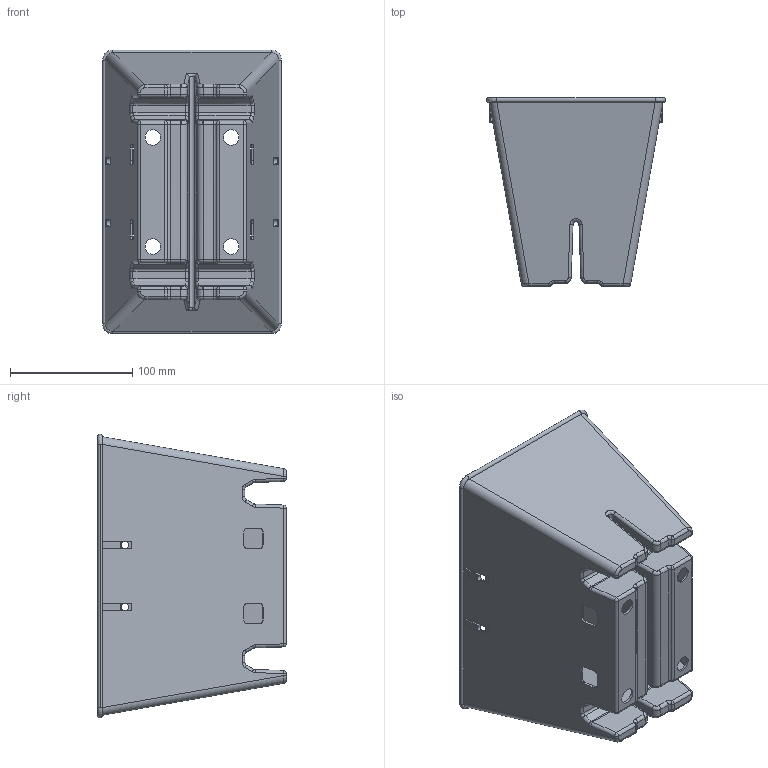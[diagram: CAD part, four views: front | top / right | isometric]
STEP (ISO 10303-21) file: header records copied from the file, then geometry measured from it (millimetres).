
FILE_DESCRIPTION (( 'STEP AP214' ), '1' );
FILE_NAME ('am-3015 Basket.STEP', '2015-09-02T18:21:07', ( '' ), ( '' ), 'SwSTEP 2.0', 'SolidWorks 2014', '' );
FILE_SCHEMA (( 'AUTOMOTIVE_DESIGN' ));
Length unit declared in the file: inch
Products named in the file (1): am-3015 Basket
Bounding box: 146.45 x 154.31 x 232.41 mm (x, y, z)
Volume: 252922.4 mm3; surface area: 264750.7 mm2
Topology: 1 solids, 1 shells, 623 faces, 1523 edges, 850 vertices
Faces by surface type: cylinder 281, bspline 162, plane 128, sphere 48, torus 4
Entity records: 20665 total; most frequent: CARTESIAN_POINT 7821, ORIENTED_EDGE 2934, DIRECTION 2495, EDGE_CURVE 1467, AXIS2_PLACEMENT_3D 934, VERTEX_POINT 842, EDGE_LOOP 643, VECTOR 627
